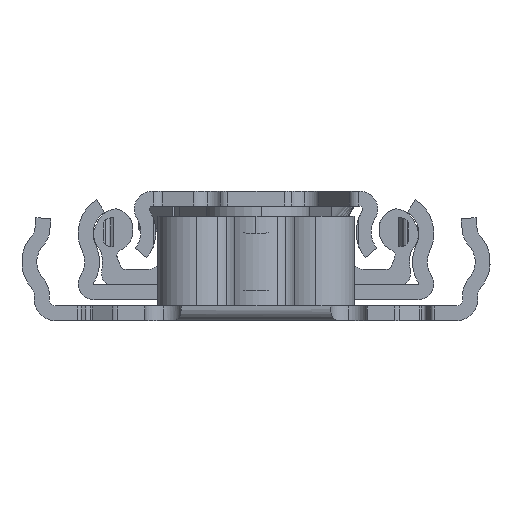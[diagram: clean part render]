
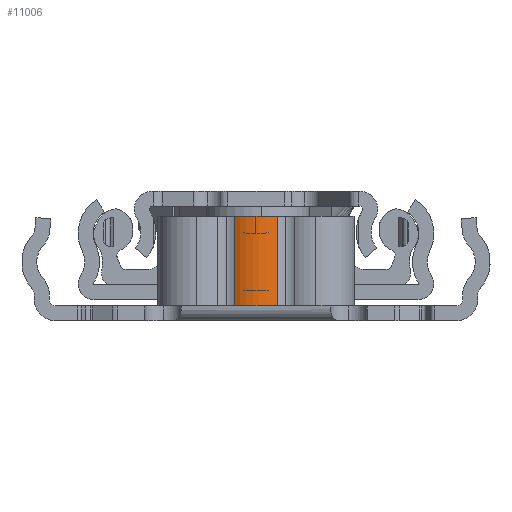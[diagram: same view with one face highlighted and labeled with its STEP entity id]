
A CAD part, left-side view. The second image highlights one B-rep face of the part: STEP entity #11006.
In plain terms, the highlighted cylindrical face has radius 4.1 mm (diameter 8.2 mm), a partial arc.
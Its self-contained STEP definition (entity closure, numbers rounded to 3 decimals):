
#300 = CIRCLE ( 'NONE', #5475, 4.1 ) ;
#468 = CARTESIAN_POINT ( 'NONE',  ( 600.362, 0., 176.208 ) ) ;
#582 = VERTEX_POINT ( 'NONE', #2392 ) ;
#2338 = VERTEX_POINT ( 'NONE', #11505 ) ;
#2392 = CARTESIAN_POINT ( 'NONE',  ( 598.204, 0., 179.694 ) ) ;
#3443 = LINE ( 'NONE', #6483, #6446 ) ;
#4220 = CARTESIAN_POINT ( 'NONE',  ( 598.204, 9., 179.694 ) ) ;
#4254 = LINE ( 'NONE', #19914, #13087 ) ;
#4678 = EDGE_CURVE ( 'NONE', #2338, #13413, #4254, .T. ) ;
#4693 = DIRECTION ( 'NONE',  ( 0., 0., 1. ) ) ;
#4869 = ORIENTED_EDGE ( 'NONE', *, *, #7592, .T. ) ;
#5097 = EDGE_LOOP ( 'NONE', ( #4869, #12920, #10663, #6985 ) ) ;
#5265 = FACE_OUTER_BOUND ( 'NONE', #5097, .T. ) ;
#5463 = DIRECTION ( 'NONE',  ( 0., 0., -1. ) ) ;
#5475 = AXIS2_PLACEMENT_3D ( 'NONE', #14039, #10995, #4693 ) ;
#6446 = VECTOR ( 'NONE', #9828, 1000. ) ;
#6483 = CARTESIAN_POINT ( 'NONE',  ( 598.204, 9., 179.694 ) ) ;
#6724 = EDGE_CURVE ( 'NONE', #7844, #2338, #300, .T. ) ;
#6985 = ORIENTED_EDGE ( 'NONE', *, *, #10200, .T. ) ;
#7592 = EDGE_CURVE ( 'NONE', #582, #13413, #13119, .T. ) ;
#7844 = VERTEX_POINT ( 'NONE', #4220 ) ;
#9828 = DIRECTION ( 'NONE',  ( 0., -1., 0. ) ) ;
#10200 = EDGE_CURVE ( 'NONE', #7844, #582, #3443, .T. ) ;
#10439 = DIRECTION ( 'NONE',  ( 0., -1., 0. ) ) ;
#10663 = ORIENTED_EDGE ( 'NONE', *, *, #6724, .F. ) ;
#10995 = DIRECTION ( 'NONE',  ( 0., 1., 0. ) ) ;
#11006 = ADVANCED_FACE ( 'NONE', ( #5265 ), #11448, .T. ) ;
#11448 = CYLINDRICAL_SURFACE ( 'NONE', #14267, 4.1 ) ;
#11505 = CARTESIAN_POINT ( 'NONE',  ( 602.52, 9., 179.694 ) ) ;
#12615 = CARTESIAN_POINT ( 'NONE',  ( 602.52, 0., 179.694 ) ) ;
#12920 = ORIENTED_EDGE ( 'NONE', *, *, #4678, .F. ) ;
#13087 = VECTOR ( 'NONE', #10439, 1000. ) ;
#13119 = CIRCLE ( 'NONE', #17049, 4.1 ) ;
#13413 = VERTEX_POINT ( 'NONE', #12615 ) ;
#14039 = CARTESIAN_POINT ( 'NONE',  ( 600.362, 9., 176.208 ) ) ;
#14267 = AXIS2_PLACEMENT_3D ( 'NONE', #16152, #19122, #5463 ) ;
#15925 = DIRECTION ( 'NONE',  ( 0., 1., 0. ) ) ;
#16152 = CARTESIAN_POINT ( 'NONE',  ( 600.362, 9., 176.208 ) ) ;
#17049 = AXIS2_PLACEMENT_3D ( 'NONE', #468, #15925, #17750 ) ;
#17750 = DIRECTION ( 'NONE',  ( 0., 0., 1. ) ) ;
#19122 = DIRECTION ( 'NONE',  ( 0., -1., 0. ) ) ;
#19914 = CARTESIAN_POINT ( 'NONE',  ( 602.52, 9., 179.694 ) ) ;
